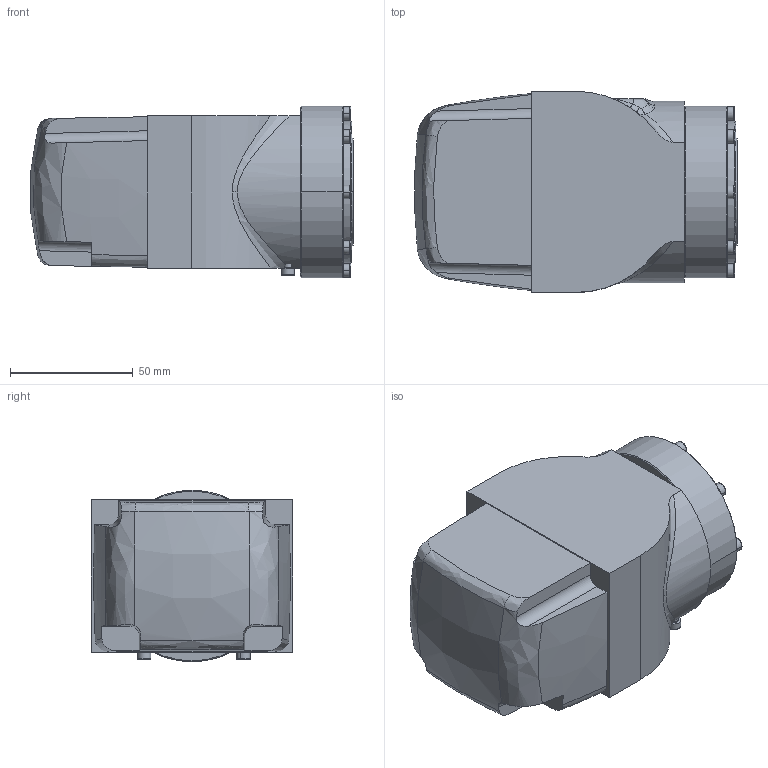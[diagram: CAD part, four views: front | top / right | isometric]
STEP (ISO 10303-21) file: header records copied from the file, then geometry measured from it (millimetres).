
FILE_DESCRIPTION (( 'STEP AP203' ), '1' );
FILE_NAME ('IRB120_3-58_IRC5_Link5_rev0.STEP', '2016-09-01T05:26:55', ( 'ABB' ), ( 'ABB' ), 'SwSTEP 2.0', 'SolidWorks 2014', '' );
FILE_SCHEMA (( 'CONFIG_CONTROL_DESIGN' ));
Length unit declared in the file: millimetre
Products named in the file (6): 3HAC031129-001; 3HAC031116-003; 3HAC030650-002; 3HAC030650-001; 3HAB3409-207; IRB120_3-58_IRC5_Link5_rev0
Assembly tree (6 placements, depth 3):
  IRB120_3-58_IRC5_Link5_rev0
    3HAC031129-001
    3HAC031116-003
    3HAC030650-001
      3HAC030650-002
    3HAB3409-207  x2
Bounding box: 131.43 x 82 x 70 mm (x, y, z)
Volume: 546685.8 mm3; surface area: 66380 mm2
Topology: 5 solids, 7 shells, 396 faces, 921 edges, 551 vertices
Faces by surface type: cylinder 154, plane 142, bspline 61, cone 39
Entity records: 13406 total; most frequent: CARTESIAN_POINT 5042, ORIENTED_EDGE 1706, DIRECTION 1506, EDGE_CURVE 853, AXIS2_PLACEMENT_3D 550, VERTEX_POINT 510, VECTOR 406, LINE 406
